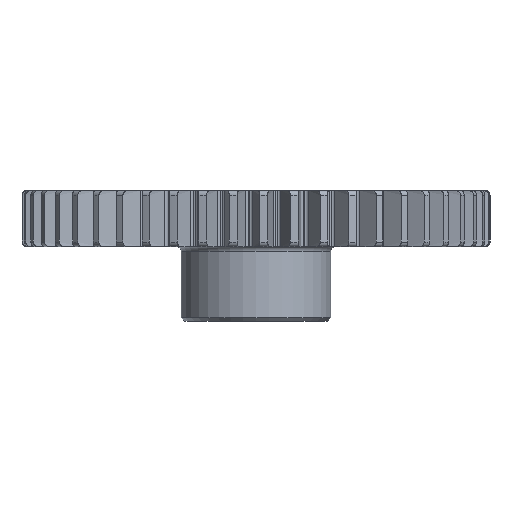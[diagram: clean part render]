
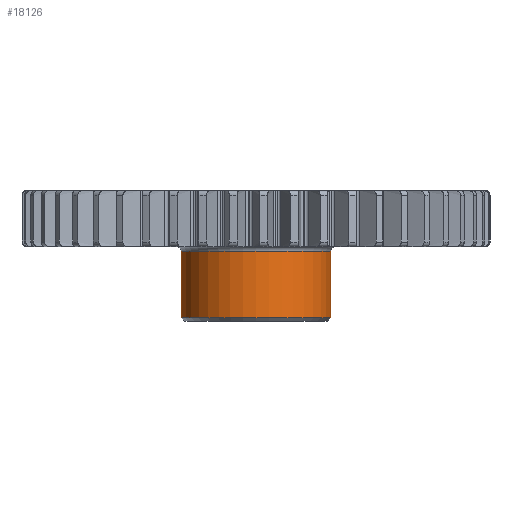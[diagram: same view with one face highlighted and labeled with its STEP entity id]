
A CAD part, front view. The second image highlights one B-rep face of the part: STEP entity #18126.
In plain terms, the highlighted cylindrical face has radius 6.35 mm (diameter 12.7 mm), a partial arc.
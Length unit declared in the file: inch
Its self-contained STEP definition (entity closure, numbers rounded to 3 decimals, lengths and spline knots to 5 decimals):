
#508 = DIRECTION ( 'NONE',  ( 1., 0., 0. ) ) ;
#513 = DIRECTION ( 'NONE',  ( 0., 0., 1. ) ) ;
#515 = CARTESIAN_POINT ( 'NONE',  ( 0., 0., -0.1875 ) ) ;
#1699 = DIRECTION ( 'NONE',  ( 1., 0., 0. ) ) ;
#1701 = DIRECTION ( 'NONE',  ( 0., 0., -1. ) ) ;
#1702 = CARTESIAN_POINT ( 'NONE',  ( 0., 0., -0.20313 ) ) ;
#1713 = DIRECTION ( 'NONE',  ( 0., 0., 1. ) ) ;
#1722 = CARTESIAN_POINT ( 'NONE',  ( -0.25, 0., -0.1875 ) ) ;
#1762 = DIRECTION ( 'NONE',  ( 0., 0., 1. ) ) ;
#1771 = DIRECTION ( 'NONE',  ( 1., 0., 0. ) ) ;
#1772 = DIRECTION ( 'NONE',  ( 0., 0., 1. ) ) ;
#1773 = CARTESIAN_POINT ( 'NONE',  ( 0.25, 0., -0.1875 ) ) ;
#1794 = CARTESIAN_POINT ( 'NONE',  ( 0., 0., -0.4245 ) ) ;
#4775 = VERTEX_POINT ( 'NONE', #17074 ) ;
#4776 = VERTEX_POINT ( 'NONE', #17075 ) ;
#4815 = VERTEX_POINT ( 'NONE', #17477 ) ;
#4817 = VERTEX_POINT ( 'NONE', #17476 ) ;
#8879 = EDGE_CURVE ( 'NONE', #4815, #4817, #15208, .T. ) ;
#8881 = EDGE_CURVE ( 'NONE', #4817, #4775, #15209, .T. ) ;
#8893 = EDGE_CURVE ( 'NONE', #4815, #4776, #15222, .T. ) ;
#8897 = EDGE_CURVE ( 'NONE', #4775, #4776, #15231, .T. ) ;
#11687 = AXIS2_PLACEMENT_3D ( 'NONE', #1794, #1772, #1771 ) ;
#11691 = AXIS2_PLACEMENT_3D ( 'NONE', #1702, #1701, #1699 ) ;
#12103 = AXIS2_PLACEMENT_3D ( 'NONE', #515, #513, #508 ) ;
#13406 = EDGE_LOOP ( 'NONE', ( #16311, #16273, #16287, #16272 ) ) ;
#15200 = VECTOR ( 'NONE', #1762, 39.37008 ) ;
#15208 = CIRCLE ( 'NONE', #11687, 0.25 ) ;
#15209 = LINE ( 'NONE', #1773, #15200 ) ;
#15222 = LINE ( 'NONE', #1722, #15224 ) ;
#15224 = VECTOR ( 'NONE', #1713, 39.37008 ) ;
#15231 = CIRCLE ( 'NONE', #11691, 0.25 ) ;
#16125 = FACE_OUTER_BOUND ( 'NONE', #13406, .T. ) ;
#16141 = CYLINDRICAL_SURFACE ( 'NONE', #12103, 0.25 ) ;
#16272 = ORIENTED_EDGE ( 'NONE', *, *, #8897, .T. ) ;
#16273 = ORIENTED_EDGE ( 'NONE', *, *, #8879, .T. ) ;
#16287 = ORIENTED_EDGE ( 'NONE', *, *, #8881, .T. ) ;
#16311 = ORIENTED_EDGE ( 'NONE', *, *, #8893, .F. ) ;
#17074 = CARTESIAN_POINT ( 'NONE',  ( 0.25, 0., -0.20313 ) ) ;
#17075 = CARTESIAN_POINT ( 'NONE',  ( -0.25, 0., -0.20313 ) ) ;
#17476 = CARTESIAN_POINT ( 'NONE',  ( 0.25, 0., -0.4245 ) ) ;
#17477 = CARTESIAN_POINT ( 'NONE',  ( -0.25, 0., -0.4245 ) ) ;
#18126 = ADVANCED_FACE ( 'NONE', ( #16125 ), #16141, .T. ) ;
